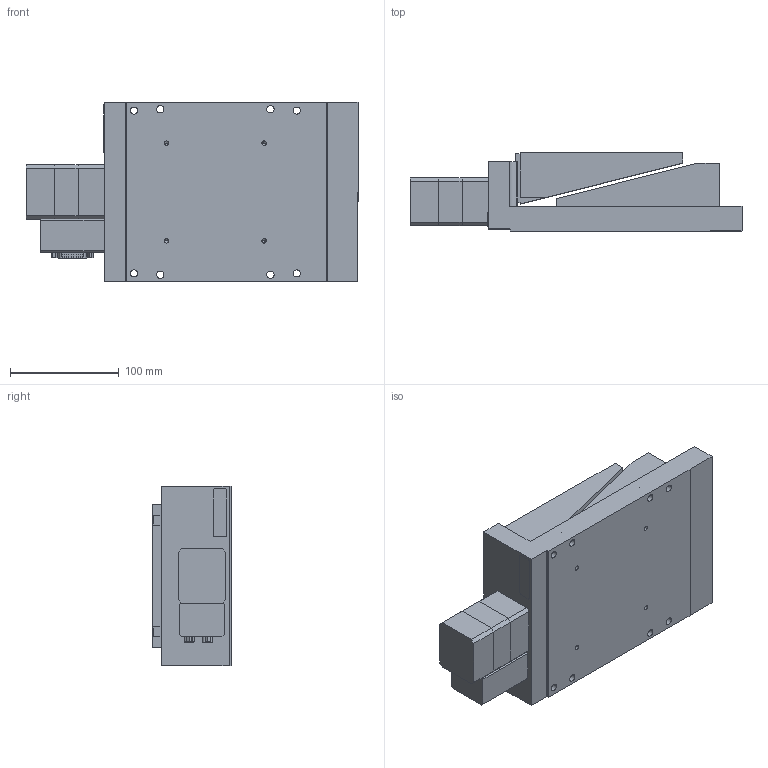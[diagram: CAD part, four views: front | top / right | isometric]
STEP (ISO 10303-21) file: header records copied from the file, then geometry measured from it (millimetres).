
FILE_DESCRIPTION (( 'STEP AP214' ), '1' );
FILE_NAME ('ELV-012-BS-A-M-S-D-00.STEP', '2018-01-24T17:38:38', ( '' ), ( '' ), 'SwSTEP 2.0', 'SolidWorks 2016', '' );
FILE_SCHEMA (( 'AUTOMOTIVE_DESIGN' ));
Length unit declared in the file: millimetre
Products named in the file (20): 1000089_file_export18; 1000031_Export; 1000041_Export; 1000096_file_export14; 1000099_Export; 1000090_file_export16; 1000077_Export; 1000093_file_export13; 1000040_Export; 1000097_file_export10; 1000017_file_export83; 1000078_Export; 1000094_file_export17; 1000091_file_export15; ELV-012-BS-A-M-S-D-00; 1000018_Export; 1000019_Export; 1000095_file_export12; 1000092_file_export11; 1000098_file_export9
Assembly tree (17 placements, depth 4):
  1000093_file_export13
  1000094_file_export17
  ELV-012-BS-A-M-S-D-00
    1000099_Export
      1000098_file_export9
      1000089_file_export18
      1000091_file_export15
        1000090_file_export16
      1000092_file_export11
      1000095_file_export12
      1000096_file_export14
      1000097_file_export10
    1000018_Export
    1000019_Export
    1000078_Export
    1000031_Export
    1000040_Export
    1000041_Export
    1000077_Export
    1000017_file_export83
Bounding box: 306 x 72.25 x 165 mm (x, y, z)
Volume: 2272659.5 mm3; surface area: 280111.8 mm2
Topology: 19 solids, 19 shells, 1530 faces, 3891 edges, 2525 vertices
Faces by surface type: plane 1029, cylinder 282, bspline 161, cone 52, torus 6
Entity records: 65931 total; most frequent: CARTESIAN_POINT 15129, ORIENTED_EDGE 7734, DIRECTION 7061, EDGE_CURVE 3867, LINE 2895, VECTOR 2895, VERTEX_POINT 2525, AXIS2_PLACEMENT_3D 2083
